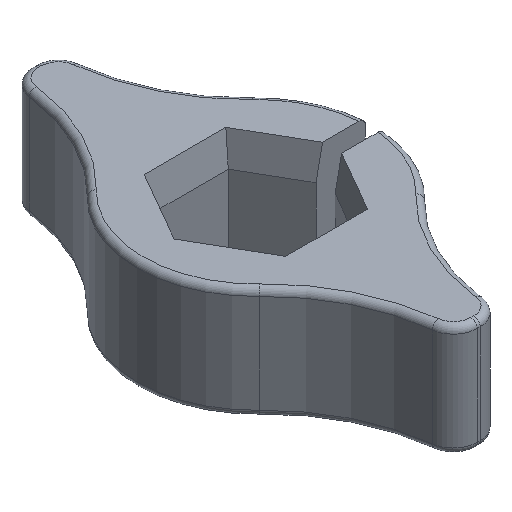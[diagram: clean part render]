
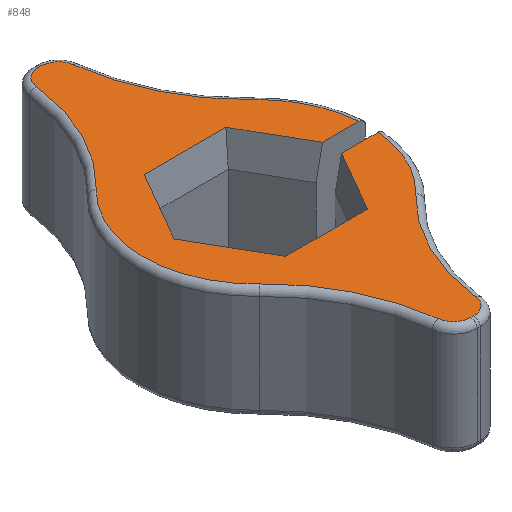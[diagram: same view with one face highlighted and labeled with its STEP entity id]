
A CAD part, isometric view. The second image highlights one B-rep face of the part: STEP entity #848.
In plain terms, the highlighted planar face has unit normal (0, 0, 1).
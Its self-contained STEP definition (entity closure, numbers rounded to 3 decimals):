
#15=PLANE('',#951);
#33=LINE('',#1368,#91);
#35=LINE('',#1404,#93);
#37=LINE('',#1435,#95);
#38=LINE('',#1437,#96);
#39=LINE('',#1439,#97);
#40=LINE('',#1441,#98);
#41=LINE('',#1443,#99);
#42=LINE('',#1445,#100);
#43=LINE('',#1447,#101);
#44=LINE('',#1448,#102);
#91=VECTOR('',#1057,10.);
#93=VECTOR('',#1103,10.);
#95=VECTOR('',#1129,10.);
#96=VECTOR('',#1130,10.);
#97=VECTOR('',#1131,10.);
#98=VECTOR('',#1132,10.);
#99=VECTOR('',#1133,10.);
#100=VECTOR('',#1134,10.);
#101=VECTOR('',#1135,10.);
#102=VECTOR('',#1136,10.);
#177=FACE_OUTER_BOUND('',#232,.T.);
#232=EDGE_LOOP('',(#605,#606,#607,#608,#609,#610,#611,#612,#613,#614,#615,
#616,#617,#618,#619,#620,#621,#622,#623,#624,#625));
#276=CIRCLE('',#907,7.1);
#278=CIRCLE('',#910,12.4);
#281=CIRCLE('',#914,1.1);
#285=CIRCLE('',#920,1.1);
#288=CIRCLE('',#924,12.4);
#291=CIRCLE('',#928,7.1);
#294=CIRCLE('',#932,12.4);
#297=CIRCLE('',#936,1.1);
#301=CIRCLE('',#942,1.1);
#304=CIRCLE('',#946,12.4);
#306=CIRCLE('',#949,7.1);
#346=VERTEX_POINT('',#1335);
#349=VERTEX_POINT('',#1349);
#351=VERTEX_POINT('',#1354);
#353=VERTEX_POINT('',#1360);
#355=VERTEX_POINT('',#1366);
#357=VERTEX_POINT('',#1372);
#359=VERTEX_POINT('',#1378);
#361=VERTEX_POINT('',#1384);
#363=VERTEX_POINT('',#1390);
#365=VERTEX_POINT('',#1396);
#367=VERTEX_POINT('',#1402);
#369=VERTEX_POINT('',#1408);
#371=VERTEX_POINT('',#1414);
#373=VERTEX_POINT('',#1420);
#374=VERTEX_POINT('',#1434);
#375=VERTEX_POINT('',#1436);
#376=VERTEX_POINT('',#1438);
#377=VERTEX_POINT('',#1440);
#378=VERTEX_POINT('',#1442);
#379=VERTEX_POINT('',#1444);
#380=VERTEX_POINT('',#1446);
#426=EDGE_CURVE('',#349,#346,#276,.T.);
#428=EDGE_CURVE('',#351,#349,#278,.T.);
#431=EDGE_CURVE('',#353,#351,#281,.T.);
#434=EDGE_CURVE('',#355,#353,#33,.T.);
#437=EDGE_CURVE('',#357,#355,#285,.T.);
#440=EDGE_CURVE('',#359,#357,#288,.T.);
#443=EDGE_CURVE('',#361,#359,#291,.T.);
#446=EDGE_CURVE('',#363,#361,#294,.T.);
#449=EDGE_CURVE('',#365,#363,#297,.T.);
#452=EDGE_CURVE('',#367,#365,#35,.T.);
#455=EDGE_CURVE('',#369,#367,#301,.T.);
#458=EDGE_CURVE('',#371,#369,#304,.T.);
#461=EDGE_CURVE('',#373,#371,#306,.T.);
#463=EDGE_CURVE('',#373,#374,#37,.T.);
#464=EDGE_CURVE('',#374,#375,#38,.F.);
#465=EDGE_CURVE('',#375,#376,#39,.F.);
#466=EDGE_CURVE('',#376,#377,#40,.F.);
#467=EDGE_CURVE('',#377,#378,#41,.F.);
#468=EDGE_CURVE('',#378,#379,#42,.F.);
#469=EDGE_CURVE('',#379,#380,#43,.F.);
#470=EDGE_CURVE('',#380,#346,#44,.T.);
#605=ORIENTED_EDGE('',*,*,#426,.F.);
#606=ORIENTED_EDGE('',*,*,#428,.F.);
#607=ORIENTED_EDGE('',*,*,#431,.F.);
#608=ORIENTED_EDGE('',*,*,#434,.F.);
#609=ORIENTED_EDGE('',*,*,#437,.F.);
#610=ORIENTED_EDGE('',*,*,#440,.F.);
#611=ORIENTED_EDGE('',*,*,#443,.F.);
#612=ORIENTED_EDGE('',*,*,#446,.F.);
#613=ORIENTED_EDGE('',*,*,#449,.F.);
#614=ORIENTED_EDGE('',*,*,#452,.F.);
#615=ORIENTED_EDGE('',*,*,#455,.F.);
#616=ORIENTED_EDGE('',*,*,#458,.F.);
#617=ORIENTED_EDGE('',*,*,#461,.F.);
#618=ORIENTED_EDGE('',*,*,#463,.T.);
#619=ORIENTED_EDGE('',*,*,#464,.T.);
#620=ORIENTED_EDGE('',*,*,#465,.T.);
#621=ORIENTED_EDGE('',*,*,#466,.T.);
#622=ORIENTED_EDGE('',*,*,#467,.T.);
#623=ORIENTED_EDGE('',*,*,#468,.T.);
#624=ORIENTED_EDGE('',*,*,#469,.T.);
#625=ORIENTED_EDGE('',*,*,#470,.T.);
#848=ADVANCED_FACE('',(#177),#15,.T.);
#907=AXIS2_PLACEMENT_3D('',#1351,#1035,#1036);
#910=AXIS2_PLACEMENT_3D('',#1356,#1041,#1042);
#914=AXIS2_PLACEMENT_3D('',#1362,#1049,#1050);
#920=AXIS2_PLACEMENT_3D('',#1374,#1063,#1064);
#924=AXIS2_PLACEMENT_3D('',#1380,#1071,#1072);
#928=AXIS2_PLACEMENT_3D('',#1386,#1079,#1080);
#932=AXIS2_PLACEMENT_3D('',#1392,#1087,#1088);
#936=AXIS2_PLACEMENT_3D('',#1398,#1095,#1096);
#942=AXIS2_PLACEMENT_3D('',#1410,#1109,#1110);
#946=AXIS2_PLACEMENT_3D('',#1416,#1117,#1118);
#949=AXIS2_PLACEMENT_3D('',#1431,#1123,#1124);
#951=AXIS2_PLACEMENT_3D('',#1433,#1127,#1128);
#1035=DIRECTION('center_axis',(0.,0.,-1.));
#1036=DIRECTION('ref_axis',(0.903,0.429,0.));
#1041=DIRECTION('center_axis',(0.,0.,1.));
#1042=DIRECTION('ref_axis',(-0.895,-0.445,0.));
#1049=DIRECTION('center_axis',(0.,0.,-1.));
#1050=DIRECTION('ref_axis',(0.665,0.747,0.));
#1057=DIRECTION('',(1.,0.,0.));
#1063=DIRECTION('center_axis',(0.,0.,-1.));
#1064=DIRECTION('ref_axis',(-0.665,0.747,0.));
#1071=DIRECTION('center_axis',(0.,0.,1.));
#1072=DIRECTION('ref_axis',(0.895,-0.445,0.));
#1079=DIRECTION('center_axis',(0.,0.,-1.));
#1080=DIRECTION('ref_axis',(-1.,0.,0.));
#1087=DIRECTION('center_axis',(0.,0.,1.));
#1088=DIRECTION('ref_axis',(0.895,0.445,0.));
#1095=DIRECTION('center_axis',(0.,0.,-1.));
#1096=DIRECTION('ref_axis',(-0.665,-0.747,0.));
#1103=DIRECTION('',(-1.,0.,0.));
#1109=DIRECTION('center_axis',(0.,0.,-1.));
#1110=DIRECTION('ref_axis',(0.665,-0.747,0.));
#1117=DIRECTION('center_axis',(0.,0.,1.));
#1118=DIRECTION('ref_axis',(-0.895,0.445,0.));
#1123=DIRECTION('center_axis',(0.,0.,-1.));
#1124=DIRECTION('ref_axis',(0.903,-0.429,0.));
#1127=DIRECTION('center_axis',(0.,0.,1.));
#1128=DIRECTION('ref_axis',(0.,-1.,0.));
#1129=DIRECTION('',(-1.,0.,0.));
#1130=DIRECTION('',(0.5,0.866,0.));
#1131=DIRECTION('',(1.,0.,0.));
#1132=DIRECTION('',(0.5,-0.866,0.));
#1133=DIRECTION('',(-0.5,-0.866,0.));
#1134=DIRECTION('',(-1.,0.,0.));
#1135=DIRECTION('',(-0.5,0.866,0.));
#1136=DIRECTION('',(1.,0.,0.));
#1335=CARTESIAN_POINT('',(-173.438,-57.,186.025));
#1349=CARTESIAN_POINT('',(-175.597,-52.477,186.025));
#1351=CARTESIAN_POINT('Origin',(-180.513,-57.6,186.025));
#1354=CARTESIAN_POINT('',(-179.328,-44.972,186.025));
#1356=CARTESIAN_POINT('Origin',(-167.013,-43.529,186.025));
#1360=CARTESIAN_POINT('',(-180.421,-44.,186.025));
#1362=CARTESIAN_POINT('Origin',(-180.421,-45.1,186.025));
#1366=CARTESIAN_POINT('',(-180.604,-44.,186.025));
#1368=CARTESIAN_POINT('',(-180.467,-44.,186.025));
#1372=CARTESIAN_POINT('',(-181.697,-44.972,186.025));
#1374=CARTESIAN_POINT('Origin',(-180.604,-45.1,186.025));
#1378=CARTESIAN_POINT('',(-185.428,-52.477,186.025));
#1380=CARTESIAN_POINT('Origin',(-194.012,-43.529,186.025));
#1384=CARTESIAN_POINT('',(-185.428,-62.724,186.025));
#1386=CARTESIAN_POINT('Origin',(-180.513,-57.6,186.025));
#1390=CARTESIAN_POINT('',(-181.697,-70.228,186.025));
#1392=CARTESIAN_POINT('Origin',(-194.012,-71.672,186.025));
#1396=CARTESIAN_POINT('',(-180.604,-71.2,186.025));
#1398=CARTESIAN_POINT('Origin',(-180.604,-70.1,186.025));
#1402=CARTESIAN_POINT('',(-180.421,-71.2,186.025));
#1404=CARTESIAN_POINT('',(-180.558,-71.2,186.025));
#1408=CARTESIAN_POINT('',(-179.328,-70.228,186.025));
#1410=CARTESIAN_POINT('Origin',(-180.421,-70.1,186.025));
#1414=CARTESIAN_POINT('',(-175.597,-62.724,186.025));
#1416=CARTESIAN_POINT('Origin',(-167.013,-71.672,186.025));
#1420=CARTESIAN_POINT('',(-173.438,-58.2,186.025));
#1431=CARTESIAN_POINT('Origin',(-180.513,-57.6,186.025));
#1433=CARTESIAN_POINT('Origin',(-180.513,-57.6,186.025));
#1434=CARTESIAN_POINT('',(-175.73,-58.2,186.025));
#1435=CARTESIAN_POINT('',(-175.776,-58.2,186.025));
#1436=CARTESIAN_POINT('',(-177.955,-62.053,186.025));
#1437=CARTESIAN_POINT('',(-176.249,-59.099,186.025));
#1438=CARTESIAN_POINT('',(-183.096,-62.053,186.025));
#1439=CARTESIAN_POINT('',(-179.335,-62.053,186.025));
#1440=CARTESIAN_POINT('',(-185.667,-57.6,186.025));
#1441=CARTESIAN_POINT('',(-183.788,-60.854,186.025));
#1442=CARTESIAN_POINT('',(-183.096,-53.147,186.025));
#1443=CARTESIAN_POINT('',(-184.972,-56.396,186.025));
#1444=CARTESIAN_POINT('',(-177.955,-53.147,186.025));
#1445=CARTESIAN_POINT('',(-181.702,-53.147,186.025));
#1446=CARTESIAN_POINT('',(-175.73,-57.,186.025));
#1447=CARTESIAN_POINT('',(-177.259,-54.351,186.025));
#1448=CARTESIAN_POINT('',(-179.026,-57.,186.025));
